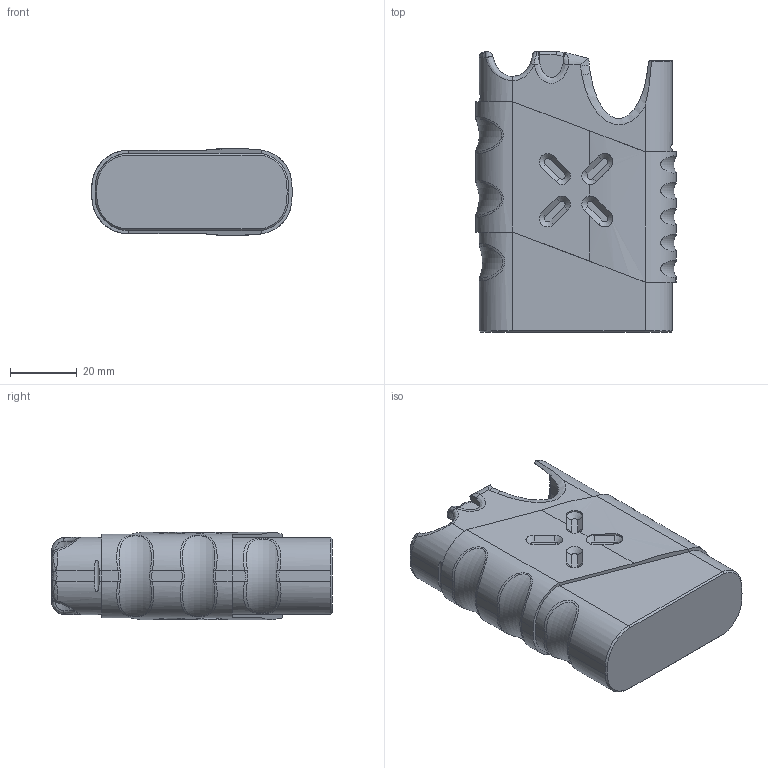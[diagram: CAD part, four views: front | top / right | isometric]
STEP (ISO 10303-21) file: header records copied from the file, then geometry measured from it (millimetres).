
FILE_DESCRIPTION(/* description */ (''),/* implementation_level */ '2;1');
FILE_NAME(/* name */ 'V5-pax-3-case.stp',/* time_stamp */ '2025-02-05T23:34:14Z',/* author */ ('iwheard'),/* organization */ (''),/* preprocessor_version */ 'ST-DEVELOPER v20',/* originating_system */ 'Autodesk Inventor 2024',/* authorisation */ '');
FILE_SCHEMA (('AUTOMOTIVE_DESIGN { 1 0 10303 214 3 1 1 }'));
Length unit declared in the file: inch
Products named in the file (1): V5-pax-3-case
Bounding box: 59.93 x 84 x 26.09 mm (x, y, z)
Volume: 47657.4 mm3; surface area: 26997.8 mm2
Topology: 1 solids, 1 shells, 491 faces, 1234 edges, 724 vertices
Faces by surface type: bspline 189, cylinder 119, plane 106, torus 54, cone 21, sphere 2
Full cylindrical faces by diameter (mm): 3 x2, 17 x1
Entity records: 21675 total; most frequent: CARTESIAN_POINT 10720, ORIENTED_EDGE 2414, DIRECTION 1815, EDGE_CURVE 1207, AXIS2_PLACEMENT_3D 733, VERTEX_POINT 724, EDGE_LOOP 497, STYLED_ITEM 492
